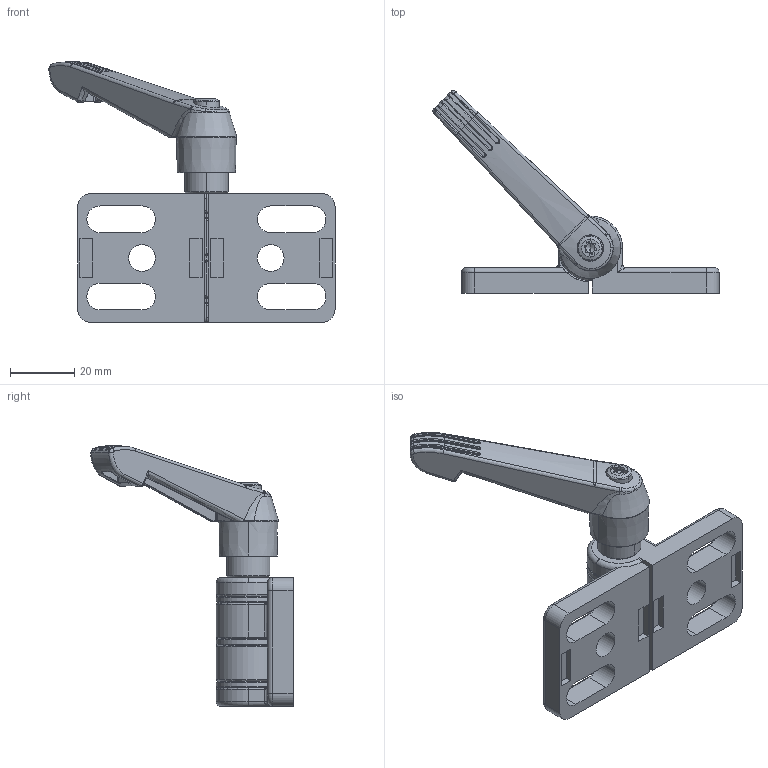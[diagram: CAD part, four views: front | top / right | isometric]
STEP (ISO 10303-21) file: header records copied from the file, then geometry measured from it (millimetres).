
FILE_DESCRIPTION (( 'STEP AP214' ), '1' );
FILE_NAME ('6228750', '2019-01-28T17:08:15', ( '' ), ('JUGARD+KÜNSTNER GmbH'), 'SwSTEP 2.0', 'SolidWorks 2017', '' );
FILE_SCHEMA (( 'AUTOMOTIVE_DESIGN' ));
Length unit declared in the file: millimetre
Products named in the file (1): 6228750
Bounding box: 88.93 x 62.93 x 80.99 mm (x, y, z)
Volume: 35662 mm3; surface area: 22595.4 mm2
Topology: 7 solids, 7 shells, 497 faces, 1267 edges, 774 vertices
Faces by surface type: cylinder 145, plane 120, bspline 114, torus 72, cone 35, sphere 11
Entity records: 20578 total; most frequent: CARTESIAN_POINT 9415, ORIENTED_EDGE 2486, DIRECTION 2111, EDGE_CURVE 1243, AXIS2_PLACEMENT_3D 852, VERTEX_POINT 772, EDGE_LOOP 537, ADVANCED_FACE 497
